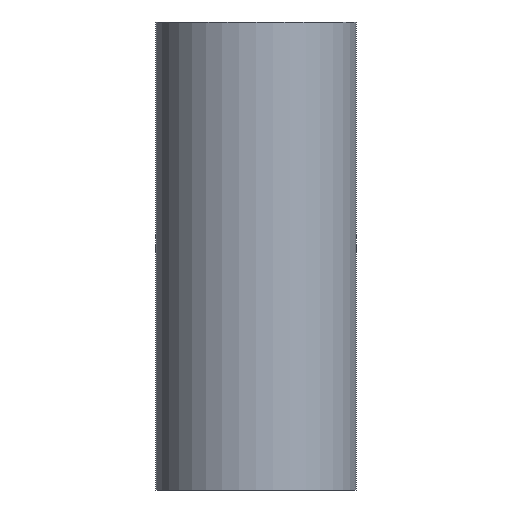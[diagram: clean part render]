
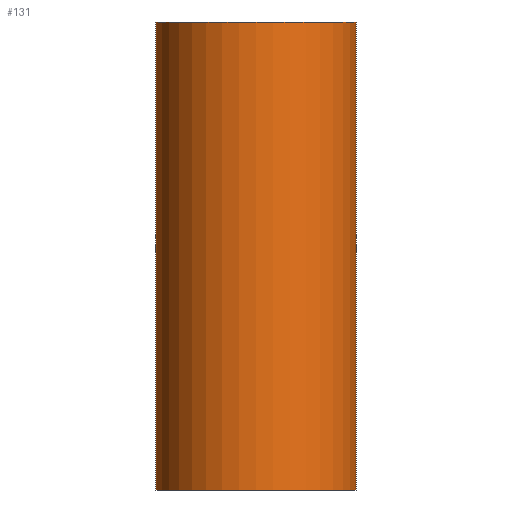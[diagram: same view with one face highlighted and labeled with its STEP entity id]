
A CAD part, front view. The second image highlights one B-rep face of the part: STEP entity #131.
In plain terms, the highlighted cylindrical face has radius 15 mm (diameter 30 mm), a partial arc.
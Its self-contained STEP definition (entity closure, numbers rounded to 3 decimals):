
#24 = CARTESIAN_POINT ( 'NONE',  ( 15., 0., -35. ) ) ;
#28 = DIRECTION ( 'NONE',  ( 0., 0., -1. ) ) ;
#29 = CARTESIAN_POINT ( 'NONE',  ( -15., 0., 35. ) ) ;
#31 = CARTESIAN_POINT ( 'NONE',  ( 15., 0., 35. ) ) ;
#37 = DIRECTION ( 'NONE',  ( 0., 0., -1. ) ) ;
#43 = DIRECTION ( 'NONE',  ( 1., 0., 0. ) ) ;
#45 = DIRECTION ( 'NONE',  ( 0., 0., 1. ) ) ;
#46 = CARTESIAN_POINT ( 'NONE',  ( 0., 0., 35. ) ) ;
#51 = DIRECTION ( 'NONE',  ( -1., 0., 0. ) ) ;
#53 = CARTESIAN_POINT ( 'NONE',  ( -15., 0., -35. ) ) ;
#55 = CARTESIAN_POINT ( 'NONE',  ( 0., 0., 35. ) ) ;
#62 = DIRECTION ( 'NONE',  ( 0., 0., 1. ) ) ;
#63 = CARTESIAN_POINT ( 'NONE',  ( 0., 0., -35. ) ) ;
#64 = DIRECTION ( 'NONE',  ( 1., 0., 0. ) ) ;
#65 = CARTESIAN_POINT ( 'NONE',  ( -15., 0., 35. ) ) ;
#66 = CARTESIAN_POINT ( 'NONE',  ( 15., 0., 35. ) ) ;
#74 = DIRECTION ( 'NONE',  ( 0., 0., -1. ) ) ;
#95 = CIRCLE ( 'NONE', #149, 15. ) ;
#97 = VECTOR ( 'NONE', #37, 1000. ) ;
#98 = VECTOR ( 'NONE', #28, 1000. ) ;
#104 = CIRCLE ( 'NONE', #153, 15. ) ;
#107 = FACE_OUTER_BOUND ( 'NONE', #182, .T. ) ;
#112 = VERTEX_POINT ( 'NONE', #53 ) ;
#118 = LINE ( 'NONE', #29, #97 ) ;
#120 = CYLINDRICAL_SURFACE ( 'NONE', #155, 15. ) ;
#121 = LINE ( 'NONE', #31, #98 ) ;
#131 = ADVANCED_FACE ( 'NONE', ( #107 ), #120, .T. ) ;
#136 = EDGE_CURVE ( 'NONE', #112, #180, #104, .T. ) ;
#149 = AXIS2_PLACEMENT_3D ( 'NONE', #46, #45, #43 ) ;
#153 = AXIS2_PLACEMENT_3D ( 'NONE', #63, #62, #64 ) ;
#155 = AXIS2_PLACEMENT_3D ( 'NONE', #55, #74, #51 ) ;
#160 = EDGE_CURVE ( 'NONE', #179, #186, #95, .T. ) ;
#170 = EDGE_CURVE ( 'NONE', #186, #180, #121, .T. ) ;
#172 = EDGE_CURVE ( 'NONE', #179, #112, #118, .T. ) ;
#174 = ORIENTED_EDGE ( 'NONE', *, *, #172, .T. ) ;
#179 = VERTEX_POINT ( 'NONE', #65 ) ;
#180 = VERTEX_POINT ( 'NONE', #24 ) ;
#182 = EDGE_LOOP ( 'NONE', ( #210, #189, #174, #187 ) ) ;
#186 = VERTEX_POINT ( 'NONE', #66 ) ;
#187 = ORIENTED_EDGE ( 'NONE', *, *, #136, .T. ) ;
#189 = ORIENTED_EDGE ( 'NONE', *, *, #160, .F. ) ;
#210 = ORIENTED_EDGE ( 'NONE', *, *, #170, .F. ) ;
